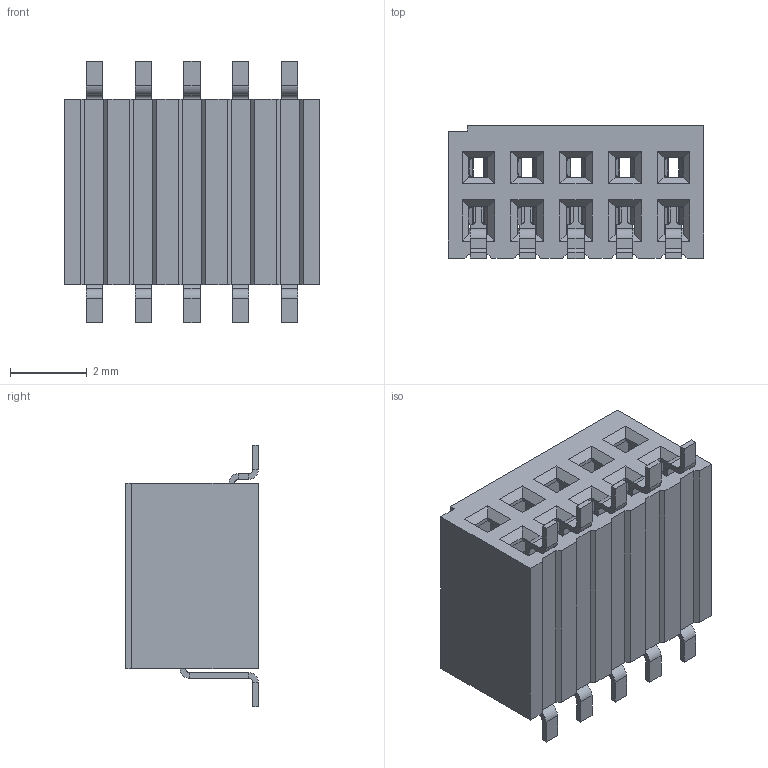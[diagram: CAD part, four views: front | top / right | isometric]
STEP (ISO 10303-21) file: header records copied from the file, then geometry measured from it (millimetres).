
FILE_DESCRIPTION(/* description */ (''),/* implementation_level */ '2;1');
FILE_NAME(/* name */ '7130-010-xx-00.stp',/* time_stamp */ '2025-07-10T07:46:35+02:00',/* author */ ('andreas.larin'),/* organization */ (''),/* preprocessor_version */ 'ST-DEVELOPER v20',/* originating_system */ 'Autodesk Inventor 2025',/* authorisation */ '');
FILE_SCHEMA (('AUTOMOTIVE_DESIGN { 1 0 10303 214 3 1 1 }'));
Length unit declared in the file: millimetre
Products named in the file (1): 7130-010-xx-00
Bounding box: 6.65 x 3.45 x 6.8 mm (x, y, z)
Volume: 79.4 mm3; surface area: 467.8 mm2
Topology: 1 solids, 1 shells, 1498 faces, 3753 edges, 2242 vertices
Faces by surface type: plane 1018, cylinder 480
Entity records: 45636 total; most frequent: DIRECTION 7731, CARTESIAN_POINT 7634, ORIENTED_EDGE 7546, EDGE_CURVE 3773, LINE 2773, VECTOR 2773, AXIS2_PLACEMENT_3D 2479, VERTEX_POINT 2242
